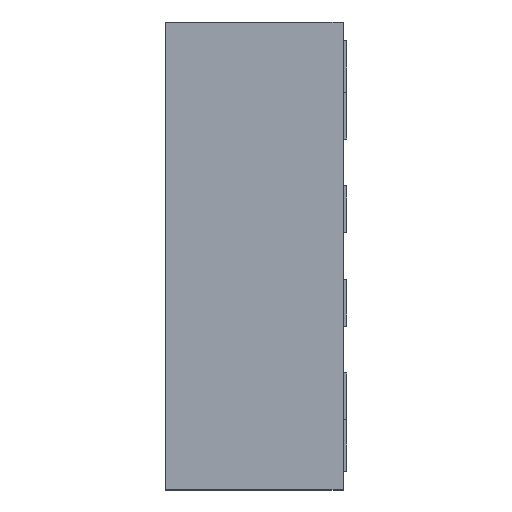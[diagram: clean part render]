
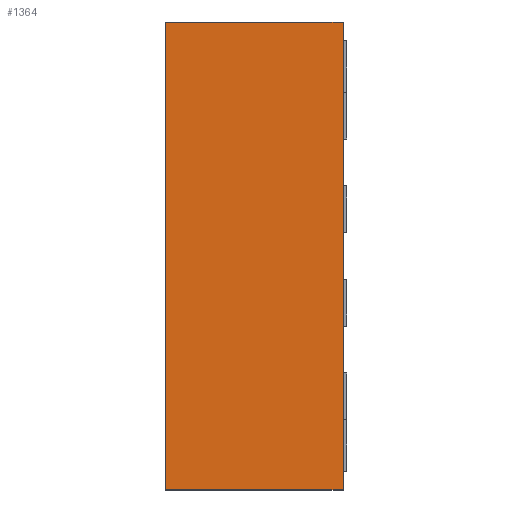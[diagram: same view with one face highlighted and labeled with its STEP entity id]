
A CAD part, left-side view. The second image highlights one B-rep face of the part: STEP entity #1364.
In plain terms, the highlighted planar face has unit normal (-1, 0, 0).
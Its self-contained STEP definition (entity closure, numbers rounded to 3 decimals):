
#58 = LINE ( 'NONE', #64, #3537 ) ;
#64 = CARTESIAN_POINT ( 'NONE',  ( -1.5, 0.95, -1.25 ) ) ;
#238 = CARTESIAN_POINT ( 'NONE',  ( -1.5, 0., 1.25 ) ) ;
#416 = ORIENTED_EDGE ( 'NONE', *, *, #4698, .F. ) ;
#577 = CARTESIAN_POINT ( 'NONE',  ( -1.5, 0., 1.25 ) ) ;
#612 = VECTOR ( 'NONE', #3596, 1000. ) ;
#648 = EDGE_CURVE ( 'NONE', #3845, #2763, #2802, .T. ) ;
#1025 = FACE_OUTER_BOUND ( 'NONE', #4022, .T. ) ;
#1112 = EDGE_CURVE ( 'NONE', #3637, #1135, #3347, .T. ) ;
#1135 = VERTEX_POINT ( 'NONE', #577 ) ;
#1364 = ADVANCED_FACE ( 'NONE', ( #1025 ), #3758, .F. ) ;
#1481 = VECTOR ( 'NONE', #3416, 1000. ) ;
#1496 = DIRECTION ( 'NONE',  ( 1., 0., 0. ) ) ;
#1637 = DIRECTION ( 'NONE',  ( 0., 0., 1. ) ) ;
#2070 = CARTESIAN_POINT ( 'NONE',  ( -1.5, 0., -1.25 ) ) ;
#2505 = EDGE_CURVE ( 'NONE', #3845, #3637, #58, .T. ) ;
#2611 = CARTESIAN_POINT ( 'NONE',  ( -1.5, 0.95, -1.25 ) ) ;
#2763 = VERTEX_POINT ( 'NONE', #3121 ) ;
#2802 = LINE ( 'NONE', #4631, #4559 ) ;
#2885 = AXIS2_PLACEMENT_3D ( 'NONE', #3373, #1496, #4122 ) ;
#3121 = CARTESIAN_POINT ( 'NONE',  ( -1.5, 0.95, 1.25 ) ) ;
#3347 = LINE ( 'NONE', #238, #612 ) ;
#3373 = CARTESIAN_POINT ( 'NONE',  ( -1.5, 0.95, 1.25 ) ) ;
#3416 = DIRECTION ( 'NONE',  ( 0., -1., 0. ) ) ;
#3537 = VECTOR ( 'NONE', #4582, 1000. ) ;
#3596 = DIRECTION ( 'NONE',  ( 0., 0., 1. ) ) ;
#3637 = VERTEX_POINT ( 'NONE', #2070 ) ;
#3652 = ORIENTED_EDGE ( 'NONE', *, *, #1112, .T. ) ;
#3758 = PLANE ( 'NONE',  #2885 ) ;
#3780 = CARTESIAN_POINT ( 'NONE',  ( -1.5, 0.95, 1.25 ) ) ;
#3845 = VERTEX_POINT ( 'NONE', #2611 ) ;
#4022 = EDGE_LOOP ( 'NONE', ( #3652, #416, #4084, #4159 ) ) ;
#4084 = ORIENTED_EDGE ( 'NONE', *, *, #648, .F. ) ;
#4122 = DIRECTION ( 'NONE',  ( 0., 0., -1. ) ) ;
#4159 = ORIENTED_EDGE ( 'NONE', *, *, #2505, .T. ) ;
#4559 = VECTOR ( 'NONE', #1637, 1000. ) ;
#4582 = DIRECTION ( 'NONE',  ( 0., -1., 0. ) ) ;
#4631 = CARTESIAN_POINT ( 'NONE',  ( -1.5, 0.95, 1.25 ) ) ;
#4666 = LINE ( 'NONE', #3780, #1481 ) ;
#4698 = EDGE_CURVE ( 'NONE', #2763, #1135, #4666, .T. ) ;
